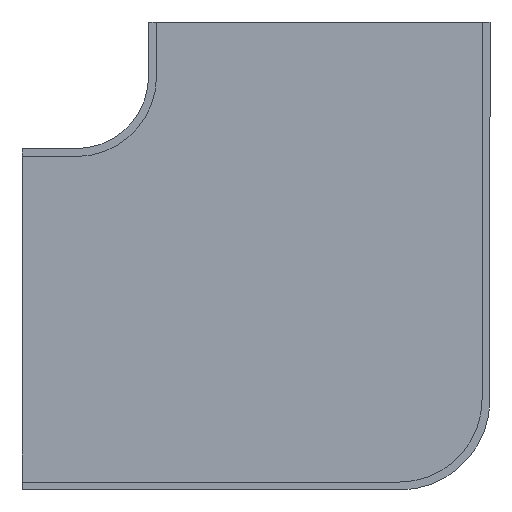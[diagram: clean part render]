
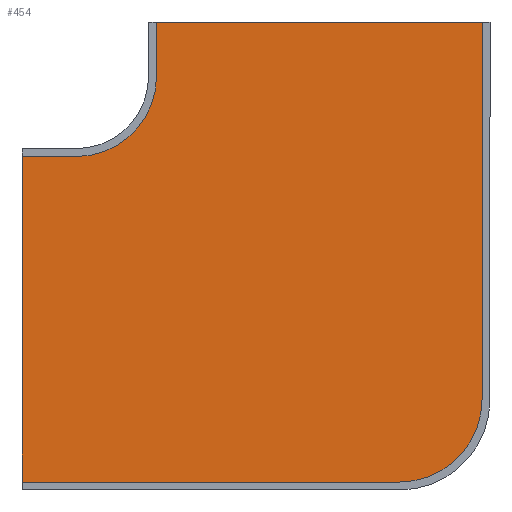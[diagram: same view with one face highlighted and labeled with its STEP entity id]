
A CAD part, front view. The second image highlights one B-rep face of the part: STEP entity #454.
In plain terms, the highlighted planar face has unit normal (0, -1, 0).
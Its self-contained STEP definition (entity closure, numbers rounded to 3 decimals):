
#4 = DIRECTION ( 'NONE',  ( 0., 0., 1. ) ) ;
#18 = DIRECTION ( 'NONE',  ( 0., 1., 0. ) ) ;
#22 = DIRECTION ( 'NONE',  ( 1., 0., 0. ) ) ;
#25 = DIRECTION ( 'NONE',  ( 0., -1., 0. ) ) ;
#31 = DIRECTION ( 'NONE',  ( 0., 0., -1. ) ) ;
#35 = ORIENTED_EDGE ( 'NONE', *, *, #168, .T. ) ;
#39 = VERTEX_POINT ( 'NONE', #54 ) ;
#44 = EDGE_CURVE ( 'NONE', #267, #39, #318, .T. ) ;
#48 = CARTESIAN_POINT ( 'NONE',  ( 39.7, 29.15, -62.5 ) ) ;
#52 = CARTESIAN_POINT ( 'NONE',  ( 62.5, 29.15, -39.7 ) ) ;
#54 = CARTESIAN_POINT ( 'NONE',  ( -64.7, 29.15, -62.5 ) ) ;
#56 = ORIENTED_EDGE ( 'NONE', *, *, #250, .F. ) ;
#67 = VECTOR ( 'NONE', #214, 1000. ) ;
#73 = AXIS2_PLACEMENT_3D ( 'NONE', #308, #18, #4 ) ;
#110 = VECTOR ( 'NONE', #22, 1000. ) ;
#119 = ORIENTED_EDGE ( 'NONE', *, *, #120, .T. ) ;
#120 = EDGE_CURVE ( 'NONE', #150, #39, #584, .T. ) ;
#122 = DIRECTION ( 'NONE',  ( -1., 0., 0. ) ) ;
#125 = ORIENTED_EDGE ( 'NONE', *, *, #327, .F. ) ;
#138 = ORIENTED_EDGE ( 'NONE', *, *, #507, .F. ) ;
#139 = EDGE_CURVE ( 'NONE', #273, #276, #264, .T. ) ;
#150 = VERTEX_POINT ( 'NONE', #577 ) ;
#168 = EDGE_CURVE ( 'NONE', #594, #276, #487, .T. ) ;
#171 = CARTESIAN_POINT ( 'NONE',  ( -49.7, 29.15, 27.5 ) ) ;
#172 = LINE ( 'NONE', #302, #110 ) ;
#197 = AXIS2_PLACEMENT_3D ( 'NONE', #605, #25, #31 ) ;
#208 = EDGE_CURVE ( 'NONE', #594, #372, #240, .T. ) ;
#210 = CIRCLE ( 'NONE', #345, 22.8 ) ;
#214 = DIRECTION ( 'NONE',  ( 0., 0., -1. ) ) ;
#218 = CARTESIAN_POINT ( 'NONE',  ( -64.7, 29.15, 29.7 ) ) ;
#227 = VECTOR ( 'NONE', #509, 1000. ) ;
#240 = LINE ( 'NONE', #490, #227 ) ;
#250 = EDGE_CURVE ( 'NONE', #372, #267, #210, .T. ) ;
#260 = VECTOR ( 'NONE', #599, 1000. ) ;
#264 = LINE ( 'NONE', #288, #260 ) ;
#265 = PLANE ( 'NONE',  #73 ) ;
#267 = VERTEX_POINT ( 'NONE', #578 ) ;
#273 = VERTEX_POINT ( 'NONE', #575 ) ;
#276 = VERTEX_POINT ( 'NONE', #531 ) ;
#284 = CIRCLE ( 'NONE', #197, 22.2 ) ;
#288 = CARTESIAN_POINT ( 'NONE',  ( -27.5, 29.15, -39.7 ) ) ;
#302 = CARTESIAN_POINT ( 'NONE',  ( 39.7, 29.15, 27.5 ) ) ;
#306 = VECTOR ( 'NONE', #122, 1000. ) ;
#308 = CARTESIAN_POINT ( 'NONE',  ( 39.7, 29.15, -39.7 ) ) ;
#311 = CARTESIAN_POINT ( 'NONE',  ( -29.7, 29.15, 64.7 ) ) ;
#318 = LINE ( 'NONE', #48, #306 ) ;
#327 = EDGE_CURVE ( 'NONE', #403, #273, #284, .T. ) ;
#332 = DIRECTION ( 'NONE',  ( -1., 0., 0. ) ) ;
#334 = VECTOR ( 'NONE', #332, 1000. ) ;
#345 = AXIS2_PLACEMENT_3D ( 'NONE', #585, #586, #588 ) ;
#349 = FACE_OUTER_BOUND ( 'NONE', #602, .T. ) ;
#354 = CARTESIAN_POINT ( 'NONE',  ( 62.5, 29.15, 64.7 ) ) ;
#372 = VERTEX_POINT ( 'NONE', #52 ) ;
#403 = VERTEX_POINT ( 'NONE', #171 ) ;
#454 = ADVANCED_FACE ( 'NONE', ( #349 ), #265, .F. ) ;
#487 = LINE ( 'NONE', #311, #334 ) ;
#490 = CARTESIAN_POINT ( 'NONE',  ( 62.5, 29.15, -39.7 ) ) ;
#507 = EDGE_CURVE ( 'NONE', #150, #403, #172, .T. ) ;
#509 = DIRECTION ( 'NONE',  ( 0., 0., -1. ) ) ;
#531 = CARTESIAN_POINT ( 'NONE',  ( -27.5, 29.15, 64.7 ) ) ;
#548 = ORIENTED_EDGE ( 'NONE', *, *, #139, .F. ) ;
#572 = ORIENTED_EDGE ( 'NONE', *, *, #44, .F. ) ;
#575 = CARTESIAN_POINT ( 'NONE',  ( -27.5, 29.15, 49.7 ) ) ;
#576 = ORIENTED_EDGE ( 'NONE', *, *, #208, .F. ) ;
#577 = CARTESIAN_POINT ( 'NONE',  ( -64.7, 29.15, 27.5 ) ) ;
#578 = CARTESIAN_POINT ( 'NONE',  ( 39.7, 29.15, -62.5 ) ) ;
#584 = LINE ( 'NONE', #218, #67 ) ;
#585 = CARTESIAN_POINT ( 'NONE',  ( 39.7, 29.15, -39.7 ) ) ;
#586 = DIRECTION ( 'NONE',  ( 0., 1., 0. ) ) ;
#588 = DIRECTION ( 'NONE',  ( 0., 0., -1. ) ) ;
#594 = VERTEX_POINT ( 'NONE', #354 ) ;
#599 = DIRECTION ( 'NONE',  ( 0., 0., 1. ) ) ;
#602 = EDGE_LOOP ( 'NONE', ( #56, #576, #35, #548, #125, #138, #119, #572 ) ) ;
#605 = CARTESIAN_POINT ( 'NONE',  ( -49.7, 29.15, 49.7 ) ) ;
